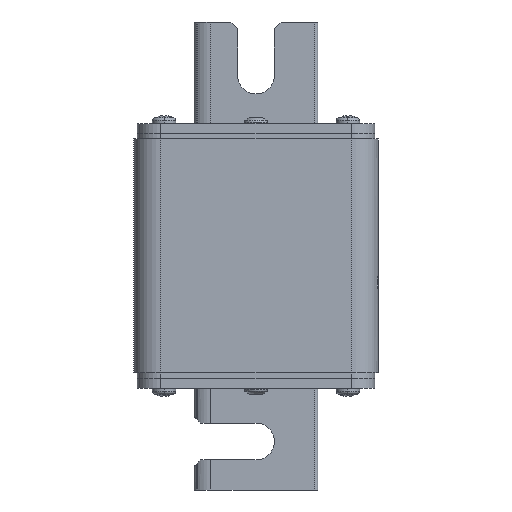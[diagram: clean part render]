
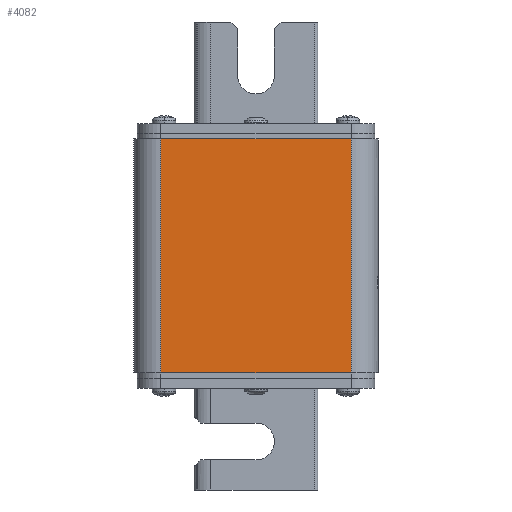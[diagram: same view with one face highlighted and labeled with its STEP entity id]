
A CAD part, front view. The second image highlights one B-rep face of the part: STEP entity #4082.
In plain terms, the highlighted planar face has unit normal (0, -1, 0).
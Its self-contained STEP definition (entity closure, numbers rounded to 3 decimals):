
#564=DIRECTION('',(0.,0.,1.));
#565=VECTOR('',#564,70.);
#566=CARTESIAN_POINT('',(28.5,-36.5,-35.));
#567=LINE('',#566,#565);
#773=DIRECTION('',(-1.,0.,0.));
#774=VECTOR('',#773,57.);
#775=CARTESIAN_POINT('',(28.5,-36.5,-35.));
#776=LINE('',#775,#774);
#787=DIRECTION('',(0.,0.,-1.));
#788=VECTOR('',#787,70.);
#789=CARTESIAN_POINT('',(-28.5,-36.5,35.));
#790=LINE('',#789,#788);
#845=DIRECTION('',(-1.,0.,0.));
#846=VECTOR('',#845,57.);
#847=CARTESIAN_POINT('',(28.5,-36.5,35.));
#848=LINE('',#847,#846);
#3181=CARTESIAN_POINT('',(-28.5,-36.5,-35.));
#3182=VERTEX_POINT('',#3181);
#3183=CARTESIAN_POINT('',(28.5,-36.5,-35.));
#3184=VERTEX_POINT('',#3183);
#3253=CARTESIAN_POINT('',(28.5,-36.5,35.));
#3254=VERTEX_POINT('',#3253);
#3255=CARTESIAN_POINT('',(-28.5,-36.5,35.));
#3256=VERTEX_POINT('',#3255);
#4069=CARTESIAN_POINT('',(-36.5,-36.5,-35.));
#4070=DIRECTION('',(0.,-1.,0.));
#4071=DIRECTION('',(1.,0.,0.));
#4072=AXIS2_PLACEMENT_3D('',#4069,#4070,#4071);
#4073=PLANE('',#4072);
#4074=ORIENTED_EDGE('',*,*,#3895,.F.);
#4075=ORIENTED_EDGE('',*,*,#3683,.T.);
#4077=ORIENTED_EDGE('',*,*,#4076,.F.);
#4079=ORIENTED_EDGE('',*,*,#4078,.F.);
#4080=EDGE_LOOP('',(#4074,#4075,#4077,#4079));
#4081=FACE_OUTER_BOUND('',#4080,.F.);
#3683=EDGE_CURVE('',#3184,#3182,#776,.T.);
#3895=EDGE_CURVE('',#3184,#3254,#567,.T.);
#4076=EDGE_CURVE('',#3256,#3182,#790,.T.);
#4078=EDGE_CURVE('',#3254,#3256,#848,.T.);
#4082=ADVANCED_FACE('',(#4081),#4073,.T.);
